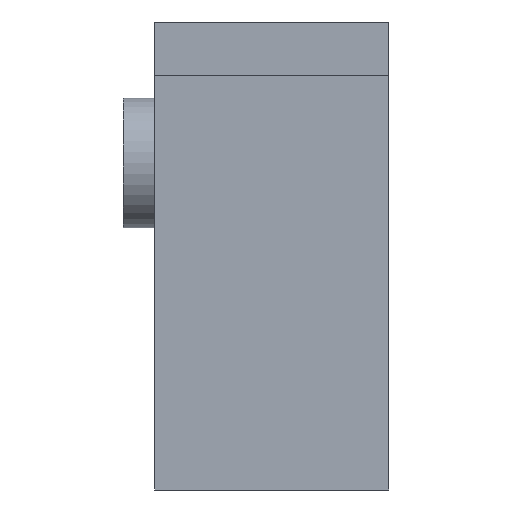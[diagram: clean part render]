
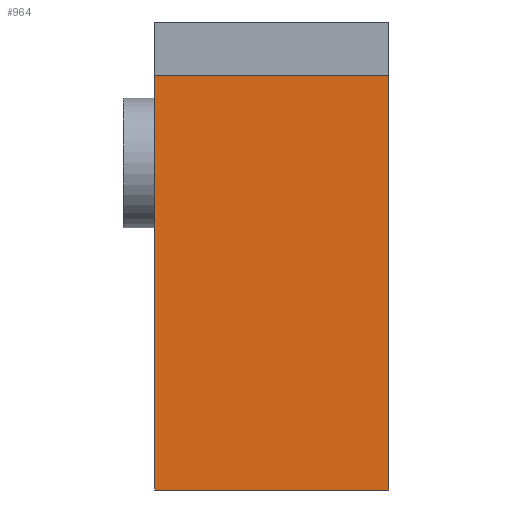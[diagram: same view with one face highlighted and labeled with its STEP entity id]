
A CAD part, left-side view. The second image highlights one B-rep face of the part: STEP entity #964.
In plain terms, the highlighted planar face has unit normal (-1, 0, 0).
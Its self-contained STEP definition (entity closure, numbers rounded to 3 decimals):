
#74=PLANE('',#1063);
#129=FACE_OUTER_BOUND('',#200,.T.);
#200=EDGE_LOOP('',(#892,#893,#894,#895));
#228=LINE('',#1402,#324);
#234=LINE('',#1416,#330);
#294=LINE('',#1631,#390);
#296=LINE('',#1634,#392);
#324=VECTOR('',#1123,10.);
#330=VECTOR('',#1133,10.);
#390=VECTOR('',#1325,10.);
#392=VECTOR('',#1329,10.);
#448=VERTEX_POINT('',#1398);
#449=VERTEX_POINT('',#1400);
#455=VERTEX_POINT('',#1414);
#508=VERTEX_POINT('',#1630);
#541=EDGE_CURVE('',#448,#449,#228,.T.);
#548=EDGE_CURVE('',#455,#449,#234,.T.);
#635=EDGE_CURVE('',#508,#448,#294,.T.);
#637=EDGE_CURVE('',#508,#455,#296,.T.);
#892=ORIENTED_EDGE('',*,*,#541,.T.);
#893=ORIENTED_EDGE('',*,*,#548,.F.);
#894=ORIENTED_EDGE('',*,*,#637,.F.);
#895=ORIENTED_EDGE('',*,*,#635,.T.);
#964=ADVANCED_FACE('',(#129),#74,.T.);
#1063=AXIS2_PLACEMENT_3D('',#1635,#1330,#1331);
#1123=DIRECTION('',(0.,1.,0.));
#1133=DIRECTION('',(0.,0.,1.));
#1325=DIRECTION('',(0.,0.,1.));
#1329=DIRECTION('',(0.,1.,0.));
#1330=DIRECTION('center_axis',(-1.,0.,0.));
#1331=DIRECTION('ref_axis',(0.,0.,1.));
#1398=CARTESIAN_POINT('',(0.,0.,-3.447));
#1400=CARTESIAN_POINT('',(0.,15.,-3.447));
#1402=CARTESIAN_POINT('',(0.,7.5,-3.447));
#1414=CARTESIAN_POINT('',(0.,15.,-30.));
#1416=CARTESIAN_POINT('',(0.,15.,-30.));
#1630=CARTESIAN_POINT('',(0.,0.,-30.));
#1631=CARTESIAN_POINT('',(0.,0.,-30.));
#1634=CARTESIAN_POINT('',(0.,0.,-30.));
#1635=CARTESIAN_POINT('Origin',(0.,0.,-30.));
